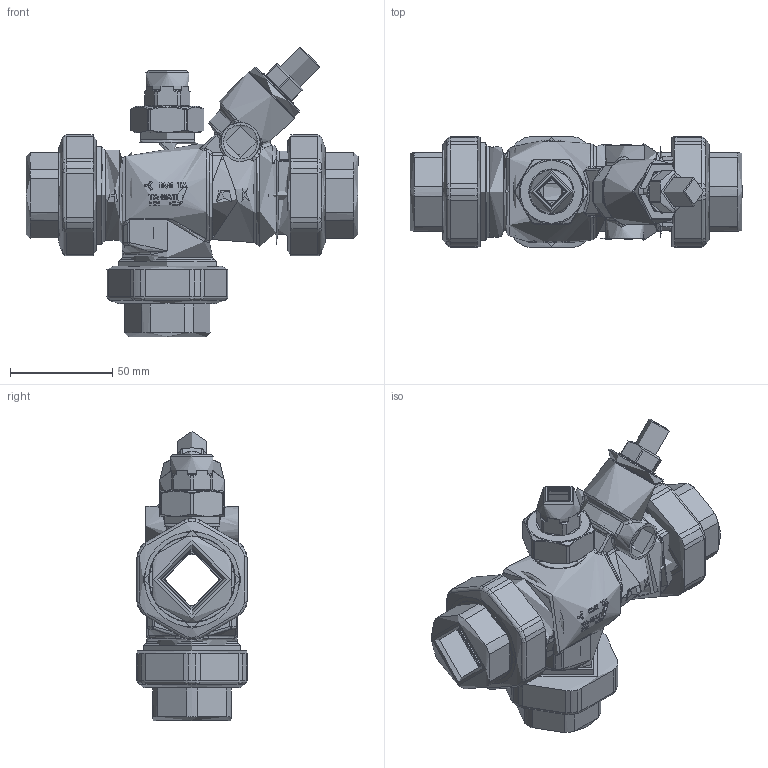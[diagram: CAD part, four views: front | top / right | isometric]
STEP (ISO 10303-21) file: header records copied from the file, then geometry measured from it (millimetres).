
FILE_DESCRIPTION(/* description */ ('Unknown'),/* implementation_level */ '2;1');
FILE_NAME(/* name */ 'T401010G-IM',/* time_stamp */ '2019-06-28T15:25:08+02:00',/* author */ ('Unknown'),/* organization */ ('Unknown'),/* preprocessor_version */ 'ST-DEVELOPER v16.7',/* originating_system */ 'DEX',/* authorisation */ $);
FILE_SCHEMA (('AUTOMOTIVE_DESIGN {1 0 10303 214 3 1 1}'));
Length unit declared in the file: millimetre
Products named in the file (11): 18_10_16-COMPL.1P; 31083; 18_10_16-GHIERA BLOC. REGOLAZIONE; 18_10_16-DADO REGOLAZIONE; 18_10_16-PERNO REGOLAZIONE; 70001; 41062; 41094; 21457; 77023; 21379
Assembly tree (16 placements, depth 2):
  18_10_16-COMPL.1P
    31083
    18_10_16-GHIERA BLOC. REGOLAZIONE
    18_10_16-DADO REGOLAZIONE
    18_10_16-PERNO REGOLAZIONE
    70001  x3
    41062
    41094  x3
    21457  x3
    77023
    21379
Bounding box: 162 x 53.9 x 141.23 mm (x, y, z)
Volume: 215881.7 mm3
Topology: 16 solids, 22 shells, 1123 faces, 2733 edges, 1692 vertices
Faces by surface type: cylinder 316, bspline 296, plane 258, cone 129, torus 94, sphere 30
Full cylindrical faces by diameter (mm): 9.6 x1, 13.3 x1, 14 x3, 14.3 x1, 14.5 x1, 15 x1, 15.2 x4, 15.3 x1, 15.6 x1, 15.9 x1, 17 x1, 17.4 x1, 19 x3, 20.4 x1, 20.6 x1, 20.8 x2, 20.955 x1, 21 x2, 22.1 x1, 22.4 x1, 23.9 x1, 24.1 x1, 24.117 x2, 25.1 x2, 25.4 x1, 25.6 x1, 25.7 x1, 26.376 x2, 26.441 x2, 27.2 x3
Entity records: 39233 total; most frequent: CARTESIAN_POINT 13744, ORIENTED_EDGE 4142, DIRECTION 3462, EDGE_CURVE 2071, AXIS2_PLACEMENT_3D 1509, VERTEX_POINT 1408, EDGE_LOOP 1211, FACE_BOUND 1211
